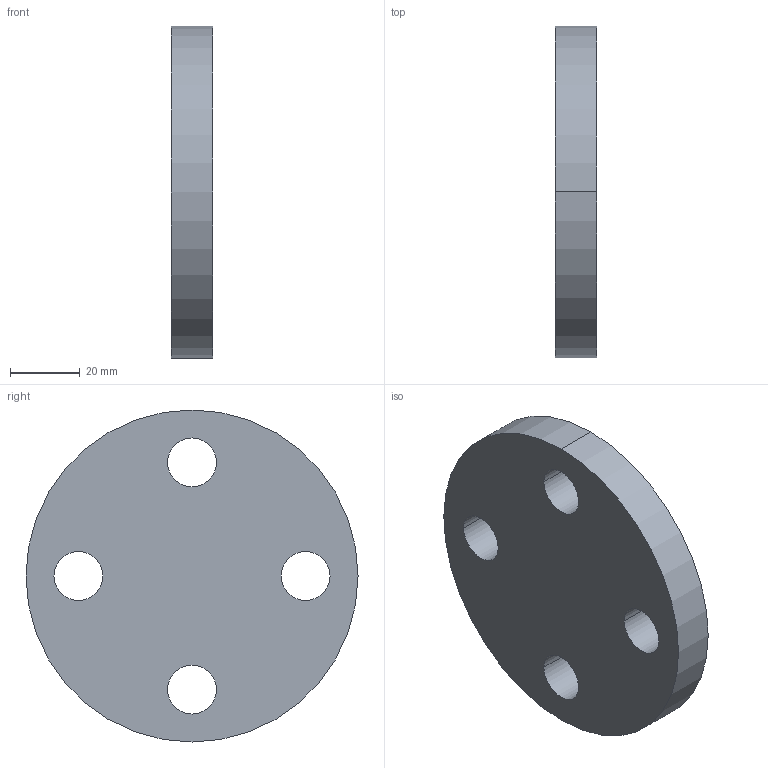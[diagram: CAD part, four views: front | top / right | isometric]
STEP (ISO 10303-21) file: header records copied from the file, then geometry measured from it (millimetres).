
FILE_DESCRIPTION( ( '' ), '1' );
FILE_NAME( 'FCS020.stp', '2015-09-22T07:42:40', ( '' ), ( '' ), ' ', ' ', ' ' );
FILE_SCHEMA( ( 'automotive_design' ) );
Length unit declared in the file: millimetre
Products named in the file (1): 1
Bounding box: 12 x 95 x 95 mm (x, y, z)
Volume: 77669.6 mm3; surface area: 18637.5 mm2
Topology: 1 solids, 1 shells, 12 faces, 30 edges, 20 vertices
Faces by surface type: cylinder 10, plane 2
Entity records: 760 total; most frequent: DIRECTION 76, STYLED_ITEM 63, PRESENTATION_STYLE_ASSIGNMENT 63, CARTESIAN_POINT 63, COLOUR_RGB 63, ORIENTED_EDGE 60, AXIS2_PLACEMENT_3D 33, EDGE_CURVE 30
